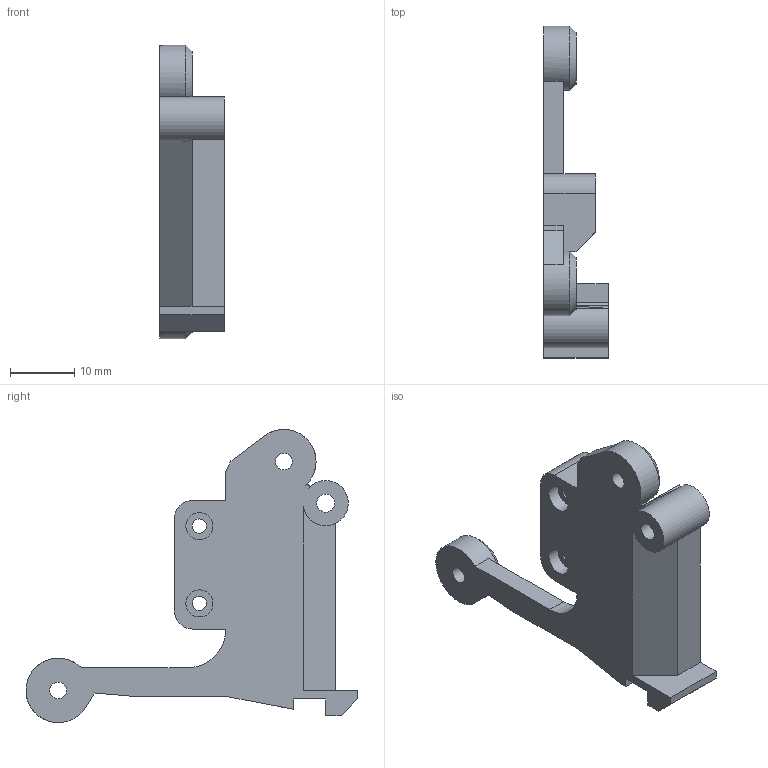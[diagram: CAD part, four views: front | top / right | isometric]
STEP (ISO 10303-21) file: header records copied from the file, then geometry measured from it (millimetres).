
FILE_DESCRIPTION(('FreeCAD Model'),'2;1');
FILE_NAME('Open CASCADE Shape Model','2021-12-21T21:08:49',('Author'),( ''),'Open CASCADE STEP processor 7.5','FreeCAD','Unknown');
FILE_SCHEMA(('AUTOMOTIVE_DESIGN { 1 0 10303 214 1 1 1 1 }'));
Length unit declared in the file: millimetre
Products named in the file (1): 2040.blower.holder
Bounding box: 10 x 51.5 x 45.5 mm (x, y, z)
Volume: 5248.5 mm3; surface area: 3933.3 mm2
Topology: 1 solids, 1 shells, 65 faces, 177 edges, 117 vertices
Faces by surface type: plane 49, cylinder 14, cone 2
Full cylindrical faces by diameter (mm): 0.668 x1, 2.2 x2, 2.6 x2, 2.8 x1, 4.2 x2, 10 x2
Entity records: 4386 total; most frequent: CARTESIAN_POINT 861, DIRECTION 639, LINE 415, VECTOR 415, ORIENTED_EDGE 352, PCURVE 352, DEFINITIONAL_REPRESENTATION 352, EDGE_CURVE 176
